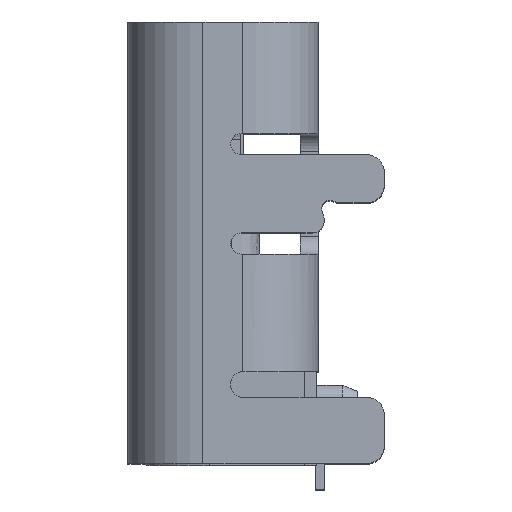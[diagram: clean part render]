
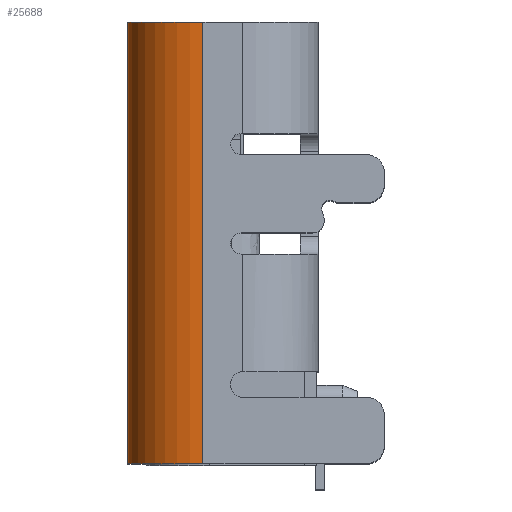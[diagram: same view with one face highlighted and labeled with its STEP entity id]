
A CAD part, top view. The second image highlights one B-rep face of the part: STEP entity #25688.
In plain terms, the highlighted free-form (B-spline) face has degree [1, 3] with [2, 4] control points.
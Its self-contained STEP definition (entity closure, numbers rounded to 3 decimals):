
#471 = CIRCLE ( 'NONE', #18025, 1.25 ) ;
#601 = VERTEX_POINT ( 'NONE', #4327 ) ;
#1046 = ORIENTED_EDGE ( 'NONE', *, *, #17120, .F. ) ;
#1127 = CARTESIAN_POINT ( 'NONE',  ( -0.31, 7.28, -0.93 ) ) ;
#1386 = CARTESIAN_POINT ( 'NONE',  ( -0.31, -0.045, -0.93 ) ) ;
#1996 = CARTESIAN_POINT ( 'NONE',  ( -0.31, 7.28, -0.93 ) ) ;
#2100 = LINE ( 'NONE', #20591, #13504 ) ;
#2335 = EDGE_LOOP ( 'NONE', ( #5484, #23663, #18832, #1046 ) ) ;
#2363 = DIRECTION ( 'NONE',  ( 0., -1., 0. ) ) ;
#3406 = VERTEX_POINT ( 'NONE', #17808 ) ;
#3427 = CARTESIAN_POINT ( 'NONE',  ( 0.94, -0.045, 0.32 ) ) ;
#4327 = CARTESIAN_POINT ( 'NONE',  ( -0.31, -0.045, -0.93 ) ) ;
#5429 = CARTESIAN_POINT ( 'NONE',  ( 0.208, -0.045, 0.32 ) ) ;
#5484 = ORIENTED_EDGE ( 'NONE', *, *, #26056, .T. ) ;
#6223 = DIRECTION ( 'NONE',  ( -1., 0., 0. ) ) ;
#7315 = DIRECTION ( 'NONE',  ( 0., 1., 0. ) ) ;
#7429 = CARTESIAN_POINT ( 'NONE',  ( 0.94, -0.045, 0.32 ) ) ;
#10359 = CARTESIAN_POINT ( 'NONE',  ( 0.94, 7.28, -0.93 ) ) ;
#11314 = CARTESIAN_POINT ( 'NONE',  ( 0.208, 7.28, 0.32 ) ) ;
#11580 = CARTESIAN_POINT ( 'NONE',  ( -0.31, -0.045, -0.198 ) ) ;
#11676 = DIRECTION ( 'NONE',  ( 0., 1., 0. ) ) ;
#13504 = VECTOR ( 'NONE', #2363, 1000. ) ;
#16214 = AXIS2_PLACEMENT_3D ( 'NONE', #21596, #11676, #19840 ) ;
#17120 = EDGE_CURVE ( 'NONE', #601, #22821, #21507, .T. ) ;
#17358 = CARTESIAN_POINT ( 'NONE',  ( -0.31, -0.045, -0.93 ) ) ;
#17477 = FACE_OUTER_BOUND ( 'NONE', #2335, .T. ) ;
#17808 = CARTESIAN_POINT ( 'NONE',  ( 0.94, 7.28, 0.32 ) ) ;
#18025 = AXIS2_PLACEMENT_3D ( 'NONE', #10359, #23831, #6223 ) ;
#18832 = ORIENTED_EDGE ( 'NONE', *, *, #22011, .F. ) ;
#19840 = DIRECTION ( 'NONE',  ( -1., 0., 0. ) ) ;
#19902 = EDGE_CURVE ( 'NONE', #3406, #21244, #2100, .T. ) ;
#20254 = VECTOR ( 'NONE', #7315, 1000. ) ;
#20591 = CARTESIAN_POINT ( 'NONE',  ( 0.94, 7.28, 0.32 ) ) ;
#21244 = VERTEX_POINT ( 'NONE', #3427 ) ;
#21507 = LINE ( 'NONE', #17358, #20254 ) ;
#21596 = CARTESIAN_POINT ( 'NONE',  ( 0.94, -0.045, -0.93 ) ) ;
#22011 = EDGE_CURVE ( 'NONE', #22821, #3406, #471, .T. ) ;
#22162 = CARTESIAN_POINT ( 'NONE',  ( 0.94, 7.28, 0.32 ) ) ;
#22821 = VERTEX_POINT ( 'NONE', #1996 ) ;
#23663 = ORIENTED_EDGE ( 'NONE', *, *, #19902, .F. ) ;
#23831 = DIRECTION ( 'NONE',  ( 0., 1., 0. ) ) ;
#25207 =( BOUNDED_SURFACE ( )  B_SPLINE_SURFACE ( 1, 3, ( 
 ( #22162, #11314, #25793, #1127 ),
 ( #7429, #5429, #11580, #1386 ) ),
 .UNSPECIFIED., .F., .F., .T. ) 
 B_SPLINE_SURFACE_WITH_KNOTS ( ( 2, 2 ),
 ( 4, 4 ),
 ( 0.019, 0.981 ),
 ( 0., 1. ),
 .UNSPECIFIED. ) 
 GEOMETRIC_REPRESENTATION_ITEM ( )  RATIONAL_B_SPLINE_SURFACE ( (
 ( 1., 0.805, 0.805, 1.),
 ( 1., 0.805, 0.805, 1.) ) ) 
 REPRESENTATION_ITEM ( '' )  SURFACE ( )  );
#25216 = CIRCLE ( 'NONE', #16214, 1.25 ) ;
#25688 = ADVANCED_FACE ( 'NONE', ( #17477 ), #25207, .F. ) ;
#25793 = CARTESIAN_POINT ( 'NONE',  ( -0.31, 7.28, -0.198 ) ) ;
#26056 = EDGE_CURVE ( 'NONE', #601, #21244, #25216, .T. ) ;
